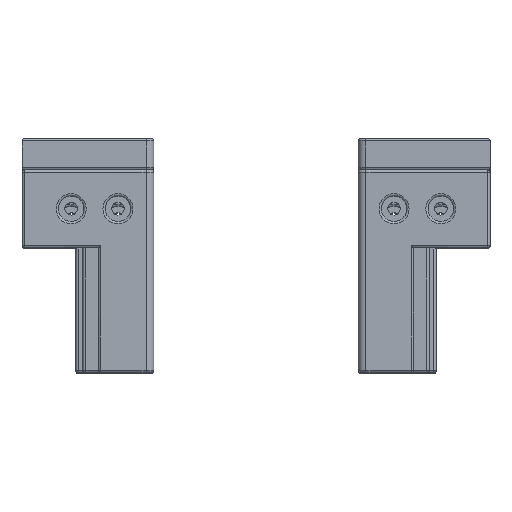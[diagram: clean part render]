
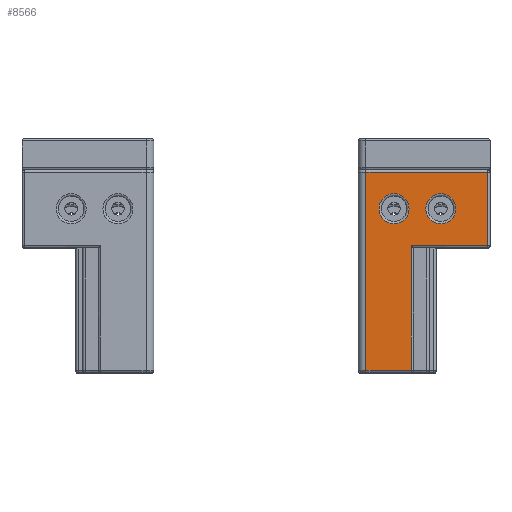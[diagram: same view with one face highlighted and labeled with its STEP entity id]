
A CAD part, top view. The second image highlights one B-rep face of the part: STEP entity #8566.
In plain terms, the highlighted planar face has unit normal (0, 0, 1).
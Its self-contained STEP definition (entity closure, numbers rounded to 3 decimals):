
#211=FACE_BOUND('',#2585,.T.);
#212=FACE_BOUND('',#2586,.T.);
#395=PLANE('',#9397);
#649=LINE('',#14283,#1155);
#651=LINE('',#14290,#1157);
#664=LINE('',#14334,#1170);
#665=LINE('',#14336,#1171);
#666=LINE('',#14338,#1172);
#667=LINE('',#14339,#1173);
#1155=VECTOR('',#11220,10.);
#1157=VECTOR('',#11228,10.);
#1170=VECTOR('',#11271,10.);
#1171=VECTOR('',#11272,10.);
#1172=VECTOR('',#11273,10.);
#1173=VECTOR('',#11274,10.);
#1958=FACE_OUTER_BOUND('',#2584,.T.);
#2584=EDGE_LOOP('',(#6529,#6530,#6531,#6532,#6533,#6534));
#2585=EDGE_LOOP('',(#6535));
#2586=EDGE_LOOP('',(#6536));
#3293=CIRCLE('',#9393,3.85);
#3297=CIRCLE('',#9398,3.85);
#3974=VERTEX_POINT('',#14210);
#3990=VERTEX_POINT('',#14282);
#3992=VERTEX_POINT('',#14288);
#4005=VERTEX_POINT('',#14325);
#4008=VERTEX_POINT('',#14333);
#4009=VERTEX_POINT('',#14335);
#4010=VERTEX_POINT('',#14337);
#4011=VERTEX_POINT('',#14340);
#4885=EDGE_CURVE('',#3974,#3990,#649,.T.);
#4889=EDGE_CURVE('',#3992,#3974,#651,.T.);
#4906=EDGE_CURVE('',#4005,#4005,#3293,.T.);
#4910=EDGE_CURVE('',#3990,#4008,#664,.T.);
#4911=EDGE_CURVE('',#4009,#3992,#665,.T.);
#4912=EDGE_CURVE('',#4010,#4009,#666,.T.);
#4913=EDGE_CURVE('',#4008,#4010,#667,.T.);
#4914=EDGE_CURVE('',#4011,#4011,#3297,.T.);
#6529=ORIENTED_EDGE('',*,*,#4910,.F.);
#6530=ORIENTED_EDGE('',*,*,#4885,.F.);
#6531=ORIENTED_EDGE('',*,*,#4889,.F.);
#6532=ORIENTED_EDGE('',*,*,#4911,.F.);
#6533=ORIENTED_EDGE('',*,*,#4912,.F.);
#6534=ORIENTED_EDGE('',*,*,#4913,.F.);
#6535=ORIENTED_EDGE('',*,*,#4914,.F.);
#6536=ORIENTED_EDGE('',*,*,#4906,.F.);
#8566=ADVANCED_FACE('',(#1958,#211,#212),#395,.T.);
#9393=AXIS2_PLACEMENT_3D('',#14326,#11261,#11262);
#9397=AXIS2_PLACEMENT_3D('',#14332,#11269,#11270);
#9398=AXIS2_PLACEMENT_3D('',#14341,#11275,#11276);
#11220=DIRECTION('',(0.,1.,0.));
#11228=DIRECTION('',(-1.,0.,0.));
#11261=DIRECTION('center_axis',(0.,0.,1.));
#11262=DIRECTION('ref_axis',(-1.,0.,0.));
#11269=DIRECTION('center_axis',(0.,0.,1.));
#11270=DIRECTION('ref_axis',(1.,0.,0.));
#11271=DIRECTION('',(1.,0.,0.));
#11272=DIRECTION('',(0.,-1.,0.));
#11273=DIRECTION('',(-1.,0.,0.));
#11274=DIRECTION('',(0.,-1.,0.));
#11275=DIRECTION('center_axis',(0.,0.,1.));
#11276=DIRECTION('ref_axis',(-1.,0.,0.));
#14210=CARTESIAN_POINT('',(-13.,0.6,103.));
#14282=CARTESIAN_POINT('',(-13.,51.4,103.));
#14283=CARTESIAN_POINT('',(-13.,0.,103.));
#14288=CARTESIAN_POINT('',(-1.4,0.6,103.));
#14290=CARTESIAN_POINT('',(-10.45,0.6,103.));
#14325=CARTESIAN_POINT('',(10.05,42.,103.));
#14326=CARTESIAN_POINT('Origin',(6.2,42.,103.));
#14332=CARTESIAN_POINT('Origin',(-15.,0.,103.));
#14333=CARTESIAN_POINT('',(18.2,51.4,103.));
#14334=CARTESIAN_POINT('',(-10.45,51.4,103.));
#14335=CARTESIAN_POINT('',(-1.4,32.6,103.));
#14336=CARTESIAN_POINT('',(-1.4,0.,103.));
#14337=CARTESIAN_POINT('',(18.2,32.6,103.));
#14338=CARTESIAN_POINT('',(-3.,32.6,103.));
#14339=CARTESIAN_POINT('',(18.2,16.,103.));
#14340=CARTESIAN_POINT('',(-1.95,42.,103.));
#14341=CARTESIAN_POINT('Origin',(-5.8,42.,103.));
